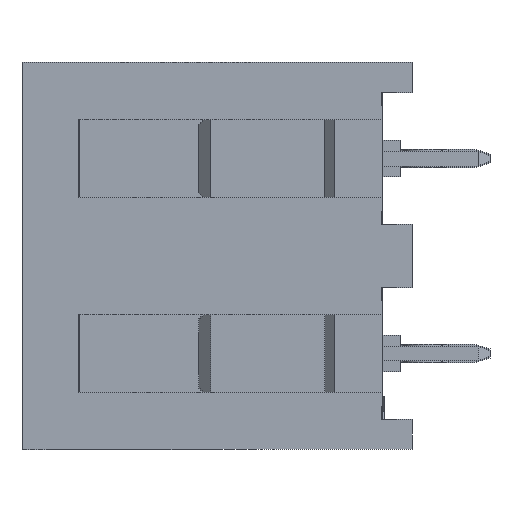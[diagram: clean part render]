
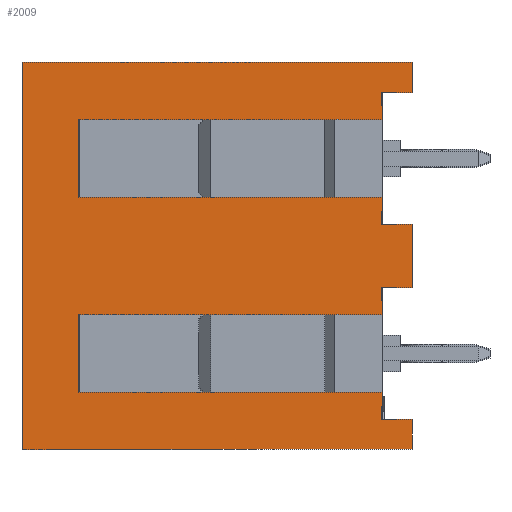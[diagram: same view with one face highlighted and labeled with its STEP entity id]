
A CAD part, left-side view. The second image highlights one B-rep face of the part: STEP entity #2009.
In plain terms, the highlighted planar face has unit normal (-1, 0, 0).
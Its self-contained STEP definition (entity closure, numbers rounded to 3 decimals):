
#274 = VERTEX_POINT('',#275);
#275 = CARTESIAN_POINT('',(0.,0.,11.9));
#281 = EDGE_CURVE('',#282,#274,#284,.T.);
#282 = VERTEX_POINT('',#283);
#283 = CARTESIAN_POINT('',(0.,0.,11.));
#284 = LINE('',#285,#286);
#285 = CARTESIAN_POINT('',(0.,0.,9.7));
#286 = VECTOR('',#287,1.);
#287 = DIRECTION('',(0.,0.,1.));
#306 = VERTEX_POINT('',#307);
#307 = CARTESIAN_POINT('',(0.,0.,8.4));
#313 = EDGE_CURVE('',#314,#306,#316,.T.);
#314 = VERTEX_POINT('',#315);
#315 = CARTESIAN_POINT('',(0.,0.,7.5));
#316 = LINE('',#317,#318);
#317 = CARTESIAN_POINT('',(0.,0.,3.2));
#318 = VECTOR('',#319,1.);
#319 = DIRECTION('',(0.,0.,1.));
#338 = VERTEX_POINT('',#339);
#339 = CARTESIAN_POINT('',(0.,0.,5.4));
#345 = EDGE_CURVE('',#346,#338,#348,.T.);
#346 = VERTEX_POINT('',#347);
#347 = CARTESIAN_POINT('',(0.,0.,4.5));
#348 = LINE('',#349,#350);
#349 = CARTESIAN_POINT('',(0.,0.,3.2));
#350 = VECTOR('',#351,1.);
#351 = DIRECTION('',(0.,0.,1.));
#370 = VERTEX_POINT('',#371);
#371 = CARTESIAN_POINT('',(0.,0.,1.9));
#377 = EDGE_CURVE('',#378,#370,#380,.T.);
#378 = VERTEX_POINT('',#379);
#379 = CARTESIAN_POINT('',(0.,0.,1.));
#380 = LINE('',#381,#382);
#381 = CARTESIAN_POINT('',(0.,0.,9.7));
#382 = VECTOR('',#383,1.);
#383 = DIRECTION('',(0.,0.,1.));
#1879 = EDGE_CURVE('',#1880,#1882,#1884,.T.);
#1880 = VERTEX_POINT('',#1881);
#1881 = CARTESIAN_POINT('',(0.,-1.,12.9));
#1882 = VERTEX_POINT('',#1883);
#1883 = CARTESIAN_POINT('',(0.,12.,12.9));
#1884 = LINE('',#1885,#1886);
#1885 = CARTESIAN_POINT('',(0.,0.,12.9));
#1886 = VECTOR('',#1887,1.);
#1887 = DIRECTION('',(0.,1.,0.));
#2009 = ADVANCED_FACE('',(#2010),#2127,.T.);
#2010 = FACE_BOUND('',#2011,.T.);
#2011 = EDGE_LOOP('',(#2012,#2022,#2030,#2036,#2037,#2045,#2053,#2059,
    #2060,#2068,#2076,#2082,#2083,#2091,#2099,#2105,#2106,#2114,#2120,
    #2121));
#2012 = ORIENTED_EDGE('',*,*,#2013,.F.);
#2013 = EDGE_CURVE('',#2014,#2016,#2018,.T.);
#2014 = VERTEX_POINT('',#2015);
#2015 = CARTESIAN_POINT('',(0.,-1.,0.));
#2016 = VERTEX_POINT('',#2017);
#2017 = CARTESIAN_POINT('',(0.,12.,0.));
#2018 = LINE('',#2019,#2020);
#2019 = CARTESIAN_POINT('',(0.,0.,0.));
#2020 = VECTOR('',#2021,1.);
#2021 = DIRECTION('',(0.,1.,0.));
#2022 = ORIENTED_EDGE('',*,*,#2023,.T.);
#2023 = EDGE_CURVE('',#2014,#2024,#2026,.T.);
#2024 = VERTEX_POINT('',#2025);
#2025 = CARTESIAN_POINT('',(0.,-1.,1.));
#2026 = LINE('',#2027,#2028);
#2027 = CARTESIAN_POINT('',(0.,-1.,0.5));
#2028 = VECTOR('',#2029,1.);
#2029 = DIRECTION('',(0.,0.,1.));
#2030 = ORIENTED_EDGE('',*,*,#2031,.T.);
#2031 = EDGE_CURVE('',#2024,#378,#2032,.T.);
#2032 = LINE('',#2033,#2034);
#2033 = CARTESIAN_POINT('',(0.,-1.,1.));
#2034 = VECTOR('',#2035,1.);
#2035 = DIRECTION('',(0.,1.,0.));
#2036 = ORIENTED_EDGE('',*,*,#377,.T.);
#2037 = ORIENTED_EDGE('',*,*,#2038,.F.);
#2038 = EDGE_CURVE('',#2039,#370,#2041,.T.);
#2039 = VERTEX_POINT('',#2040);
#2040 = CARTESIAN_POINT('',(0.,10.1,1.9));
#2041 = LINE('',#2042,#2043);
#2042 = CARTESIAN_POINT('',(0.,5.05,1.9));
#2043 = VECTOR('',#2044,1.);
#2044 = DIRECTION('',(0.,-1.,0.));
#2045 = ORIENTED_EDGE('',*,*,#2046,.F.);
#2046 = EDGE_CURVE('',#2047,#2039,#2049,.T.);
#2047 = VERTEX_POINT('',#2048);
#2048 = CARTESIAN_POINT('',(0.,10.1,4.5));
#2049 = LINE('',#2050,#2051);
#2050 = CARTESIAN_POINT('',(0.,10.1,4.5));
#2051 = VECTOR('',#2052,1.);
#2052 = DIRECTION('',(0.,0.,-1.));
#2053 = ORIENTED_EDGE('',*,*,#2054,.F.);
#2054 = EDGE_CURVE('',#346,#2047,#2055,.T.);
#2055 = LINE('',#2056,#2057);
#2056 = CARTESIAN_POINT('',(0.,5.05,4.5));
#2057 = VECTOR('',#2058,1.);
#2058 = DIRECTION('',(0.,1.,0.));
#2059 = ORIENTED_EDGE('',*,*,#345,.T.);
#2060 = ORIENTED_EDGE('',*,*,#2061,.F.);
#2061 = EDGE_CURVE('',#2062,#338,#2064,.T.);
#2062 = VERTEX_POINT('',#2063);
#2063 = CARTESIAN_POINT('',(0.,-1.,5.4));
#2064 = LINE('',#2065,#2066);
#2065 = CARTESIAN_POINT('',(0.,-1.,5.4));
#2066 = VECTOR('',#2067,1.);
#2067 = DIRECTION('',(0.,1.,0.));
#2068 = ORIENTED_EDGE('',*,*,#2069,.T.);
#2069 = EDGE_CURVE('',#2062,#2070,#2072,.T.);
#2070 = VERTEX_POINT('',#2071);
#2071 = CARTESIAN_POINT('',(0.,-1.,7.5));
#2072 = LINE('',#2073,#2074);
#2073 = CARTESIAN_POINT('',(0.,-1.,6.95));
#2074 = VECTOR('',#2075,1.);
#2075 = DIRECTION('',(0.,0.,1.));
#2076 = ORIENTED_EDGE('',*,*,#2077,.T.);
#2077 = EDGE_CURVE('',#2070,#314,#2078,.T.);
#2078 = LINE('',#2079,#2080);
#2079 = CARTESIAN_POINT('',(0.,-1.,7.5));
#2080 = VECTOR('',#2081,1.);
#2081 = DIRECTION('',(0.,1.,0.));
#2082 = ORIENTED_EDGE('',*,*,#313,.T.);
#2083 = ORIENTED_EDGE('',*,*,#2084,.F.);
#2084 = EDGE_CURVE('',#2085,#306,#2087,.T.);
#2085 = VERTEX_POINT('',#2086);
#2086 = CARTESIAN_POINT('',(0.,10.1,8.4));
#2087 = LINE('',#2088,#2089);
#2088 = CARTESIAN_POINT('',(0.,5.05,8.4));
#2089 = VECTOR('',#2090,1.);
#2090 = DIRECTION('',(0.,-1.,0.));
#2091 = ORIENTED_EDGE('',*,*,#2092,.F.);
#2092 = EDGE_CURVE('',#2093,#2085,#2095,.T.);
#2093 = VERTEX_POINT('',#2094);
#2094 = CARTESIAN_POINT('',(0.,10.1,11.));
#2095 = LINE('',#2096,#2097);
#2096 = CARTESIAN_POINT('',(0.,10.1,11.));
#2097 = VECTOR('',#2098,1.);
#2098 = DIRECTION('',(0.,0.,-1.));
#2099 = ORIENTED_EDGE('',*,*,#2100,.F.);
#2100 = EDGE_CURVE('',#282,#2093,#2101,.T.);
#2101 = LINE('',#2102,#2103);
#2102 = CARTESIAN_POINT('',(0.,5.05,11.));
#2103 = VECTOR('',#2104,1.);
#2104 = DIRECTION('',(0.,1.,0.));
#2105 = ORIENTED_EDGE('',*,*,#281,.T.);
#2106 = ORIENTED_EDGE('',*,*,#2107,.F.);
#2107 = EDGE_CURVE('',#2108,#274,#2110,.T.);
#2108 = VERTEX_POINT('',#2109);
#2109 = CARTESIAN_POINT('',(0.,-1.,11.9));
#2110 = LINE('',#2111,#2112);
#2111 = CARTESIAN_POINT('',(0.,-1.,11.9));
#2112 = VECTOR('',#2113,1.);
#2113 = DIRECTION('',(0.,1.,0.));
#2114 = ORIENTED_EDGE('',*,*,#2115,.T.);
#2115 = EDGE_CURVE('',#2108,#1880,#2116,.T.);
#2116 = LINE('',#2117,#2118);
#2117 = CARTESIAN_POINT('',(0.,-1.,12.4));
#2118 = VECTOR('',#2119,1.);
#2119 = DIRECTION('',(0.,0.,1.));
#2120 = ORIENTED_EDGE('',*,*,#1879,.T.);
#2121 = ORIENTED_EDGE('',*,*,#2122,.T.);
#2122 = EDGE_CURVE('',#1882,#2016,#2123,.T.);
#2123 = LINE('',#2124,#2125);
#2124 = CARTESIAN_POINT('',(0.,12.,9.7));
#2125 = VECTOR('',#2126,1.);
#2126 = DIRECTION('',(0.,0.,-1.));
#2127 = PLANE('',#2128);
#2128 = AXIS2_PLACEMENT_3D('',#2129,#2130,#2131);
#2129 = CARTESIAN_POINT('',(0.,0.,9.7));
#2130 = DIRECTION('',(-1.,0.,0.));
#2131 = DIRECTION('',(0.,1.,0.));
